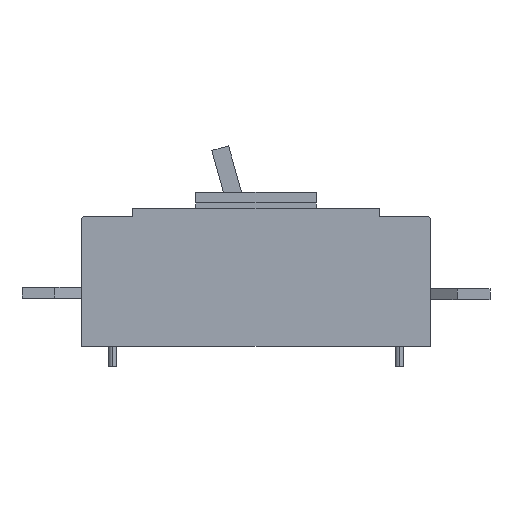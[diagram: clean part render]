
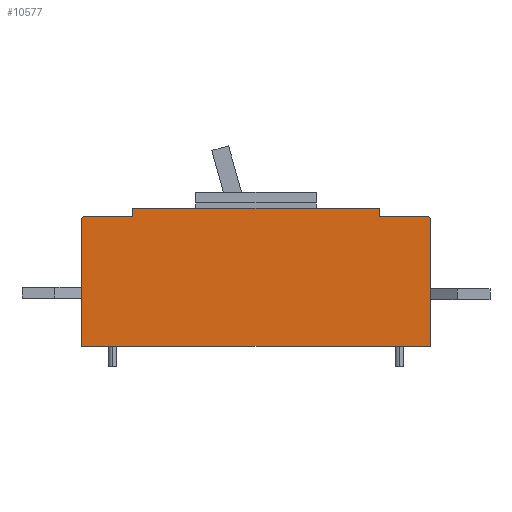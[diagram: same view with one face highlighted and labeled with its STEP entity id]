
A CAD part, left-side view. The second image highlights one B-rep face of the part: STEP entity #10577.
In plain terms, the highlighted planar face has unit normal (-1, 0, 0).
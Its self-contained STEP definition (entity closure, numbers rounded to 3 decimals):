
#88 = VERTEX_POINT ( 'NONE', #12530 ) ;
#482 = CARTESIAN_POINT ( 'NONE',  ( -70., 130., 103. ) ) ;
#486 = EDGE_CURVE ( 'NONE', #1779, #4299, #9660, .T. ) ;
#748 = EDGE_CURVE ( 'NONE', #6117, #4299, #4481, .T. ) ;
#757 = EDGE_CURVE ( 'NONE', #11539, #5983, #1715, .T. ) ;
#1063 = CARTESIAN_POINT ( 'NONE',  ( -70., 92., 103. ) ) ;
#1123 = VECTOR ( 'NONE', #5204, 1000. ) ;
#1679 = DIRECTION ( 'NONE',  ( 0., -1., 0. ) ) ;
#1715 = LINE ( 'NONE', #5593, #12726 ) ;
#1779 = VERTEX_POINT ( 'NONE', #1063 ) ;
#1806 = CARTESIAN_POINT ( 'NONE',  ( -70., -130., 103. ) ) ;
#2163 = LINE ( 'NONE', #1806, #7349 ) ;
#2377 = VECTOR ( 'NONE', #1679, 1000. ) ;
#2378 = EDGE_CURVE ( 'NONE', #6117, #2986, #7573, .T. ) ;
#2427 = AXIS2_PLACEMENT_3D ( 'NONE', #9739, #3719, #10935 ) ;
#2640 = CARTESIAN_POINT ( 'NONE',  ( -70., -92., 97. ) ) ;
#2742 = ORIENTED_EDGE ( 'NONE', *, *, #748, .T. ) ;
#2965 = ORIENTED_EDGE ( 'NONE', *, *, #757, .T. ) ;
#2986 = VERTEX_POINT ( 'NONE', #3182 ) ;
#3112 = DIRECTION ( 'NONE',  ( 0., -1., 0. ) ) ;
#3142 = CIRCLE ( 'NONE', #11272, 2. ) ;
#3182 = CARTESIAN_POINT ( 'NONE',  ( -70., -128., 97. ) ) ;
#3398 = ORIENTED_EDGE ( 'NONE', *, *, #6475, .F. ) ;
#3719 = DIRECTION ( 'NONE',  ( -1., 0., 0. ) ) ;
#3797 = ORIENTED_EDGE ( 'NONE', *, *, #11002, .F. ) ;
#3983 = EDGE_CURVE ( 'NONE', #4904, #11539, #8971, .T. ) ;
#4195 = VECTOR ( 'NONE', #10194, 1000. ) ;
#4299 = VERTEX_POINT ( 'NONE', #4493 ) ;
#4481 = LINE ( 'NONE', #11652, #9953 ) ;
#4491 = VECTOR ( 'NONE', #3112, 1000. ) ;
#4493 = CARTESIAN_POINT ( 'NONE',  ( -70., -92., 103. ) ) ;
#4658 = DIRECTION ( 'NONE',  ( 0., 1., 0. ) ) ;
#4904 = VERTEX_POINT ( 'NONE', #12536 ) ;
#5204 = DIRECTION ( 'NONE',  ( 0., 0., 1. ) ) ;
#5426 = CARTESIAN_POINT ( 'NONE',  ( -70., 130., 103. ) ) ;
#5508 = DIRECTION ( 'NONE',  ( -1., 0., 0. ) ) ;
#5593 = CARTESIAN_POINT ( 'NONE',  ( -70., 130., 0. ) ) ;
#5918 = VECTOR ( 'NONE', #10127, 1000. ) ;
#5983 = VERTEX_POINT ( 'NONE', #7621 ) ;
#6117 = VERTEX_POINT ( 'NONE', #2640 ) ;
#6383 = ORIENTED_EDGE ( 'NONE', *, *, #11507, .F. ) ;
#6475 = EDGE_CURVE ( 'NONE', #11459, #1779, #9387, .T. ) ;
#6786 = CARTESIAN_POINT ( 'NONE',  ( -70., 92., 97. ) ) ;
#6843 = EDGE_LOOP ( 'NONE', ( #3797, #12523, #11240, #2742, #11640, #3398, #6383, #11489, #10637, #2965 ) ) ;
#6925 = LINE ( 'NONE', #12244, #4195 ) ;
#6956 = AXIS2_PLACEMENT_3D ( 'NONE', #482, #10837, #4658 ) ;
#7349 = VECTOR ( 'NONE', #7990, 1000. ) ;
#7573 = LINE ( 'NONE', #7860, #2377 ) ;
#7621 = CARTESIAN_POINT ( 'NONE',  ( -70., -130., 0. ) ) ;
#7860 = CARTESIAN_POINT ( 'NONE',  ( -70., -130., 97. ) ) ;
#7990 = DIRECTION ( 'NONE',  ( 0., 0., -1. ) ) ;
#8084 = VERTEX_POINT ( 'NONE', #11416 ) ;
#8092 = DIRECTION ( 'NONE',  ( 0., 0., 1. ) ) ;
#8492 = FACE_OUTER_BOUND ( 'NONE', #6843, .T. ) ;
#8869 = DIRECTION ( 'NONE',  ( 0., -1., 0. ) ) ;
#8971 = LINE ( 'NONE', #9085, #5918 ) ;
#9085 = CARTESIAN_POINT ( 'NONE',  ( -70., 130., 103. ) ) ;
#9387 = LINE ( 'NONE', #12442, #1123 ) ;
#9660 = LINE ( 'NONE', #5426, #4491 ) ;
#9739 = CARTESIAN_POINT ( 'NONE',  ( -70., 128., 95. ) ) ;
#9812 = PLANE ( 'NONE',  #6956 ) ;
#9851 = EDGE_CURVE ( 'NONE', #8084, #4904, #12797, .T. ) ;
#9953 = VECTOR ( 'NONE', #8092, 1000. ) ;
#10127 = DIRECTION ( 'NONE',  ( 0., 0., -1. ) ) ;
#10194 = DIRECTION ( 'NONE',  ( 0., -1., 0. ) ) ;
#10577 = ADVANCED_FACE ( 'NONE', ( #8492 ), #9812, .F. ) ;
#10637 = ORIENTED_EDGE ( 'NONE', *, *, #3983, .T. ) ;
#10837 = DIRECTION ( 'NONE',  ( 1., 0., 0. ) ) ;
#10919 = EDGE_CURVE ( 'NONE', #88, #2986, #3142, .T. ) ;
#10935 = DIRECTION ( 'NONE',  ( 0., 1., 0. ) ) ;
#11002 = EDGE_CURVE ( 'NONE', #88, #5983, #2163, .T. ) ;
#11236 = CARTESIAN_POINT ( 'NONE',  ( -70., 130., 0. ) ) ;
#11240 = ORIENTED_EDGE ( 'NONE', *, *, #2378, .F. ) ;
#11272 = AXIS2_PLACEMENT_3D ( 'NONE', #11693, #5508, #12751 ) ;
#11416 = CARTESIAN_POINT ( 'NONE',  ( -70., 128., 97. ) ) ;
#11459 = VERTEX_POINT ( 'NONE', #6786 ) ;
#11489 = ORIENTED_EDGE ( 'NONE', *, *, #9851, .T. ) ;
#11507 = EDGE_CURVE ( 'NONE', #8084, #11459, #6925, .T. ) ;
#11539 = VERTEX_POINT ( 'NONE', #11236 ) ;
#11640 = ORIENTED_EDGE ( 'NONE', *, *, #486, .F. ) ;
#11652 = CARTESIAN_POINT ( 'NONE',  ( -70., -92., 97. ) ) ;
#11693 = CARTESIAN_POINT ( 'NONE',  ( -70., -128., 95. ) ) ;
#12244 = CARTESIAN_POINT ( 'NONE',  ( -70., 130., 97. ) ) ;
#12442 = CARTESIAN_POINT ( 'NONE',  ( -70., 92., 97. ) ) ;
#12523 = ORIENTED_EDGE ( 'NONE', *, *, #10919, .T. ) ;
#12530 = CARTESIAN_POINT ( 'NONE',  ( -70., -130., 95. ) ) ;
#12536 = CARTESIAN_POINT ( 'NONE',  ( -70., 130., 95. ) ) ;
#12726 = VECTOR ( 'NONE', #8869, 1000. ) ;
#12751 = DIRECTION ( 'NONE',  ( 0., 1., 0. ) ) ;
#12797 = CIRCLE ( 'NONE', #2427, 2. ) ;
